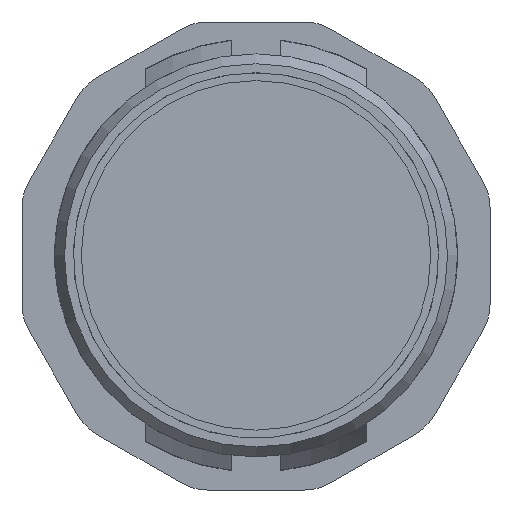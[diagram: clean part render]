
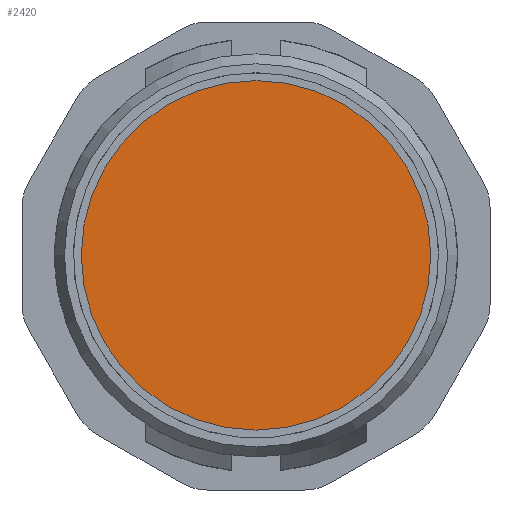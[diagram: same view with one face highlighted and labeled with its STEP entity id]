
A CAD part, front view. The second image highlights one B-rep face of the part: STEP entity #2420.
In plain terms, the highlighted planar face has unit normal (0, -1, 0).
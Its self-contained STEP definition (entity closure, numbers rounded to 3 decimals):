
#1762=PLANE('',#8282);
#1992=FACE_OUTER_BOUND('',#3156,.T.);
#2420=ADVANCED_FACE('',(#1992),#1762,.T.);
#3156=EDGE_LOOP('',(#3743));
#3743=ORIENTED_EDGE('',*,*,#6848,.F.);
#6061=VERTEX_POINT('',#11216);
#6848=EDGE_CURVE('',#6061,#6061,#8008,.T.);
#8008=CIRCLE('',#8279,27.315);
#8279=AXIS2_PLACEMENT_3D('',#11215,#9037,#9038);
#8282=AXIS2_PLACEMENT_3D('',#11220,#9043,#9044);
#9037=DIRECTION('',(0.,1.,0.));
#9038=DIRECTION('',(0.,0.,-1.));
#9043=DIRECTION('',(0.,-1.,0.));
#9044=DIRECTION('',(0.547,0.,-0.837));
#11215=CARTESIAN_POINT('',(0.,-2.,0.));
#11216=CARTESIAN_POINT('',(0.,-2.,-27.315));
#11220=CARTESIAN_POINT('',(-4.037,-2.,22.897));
